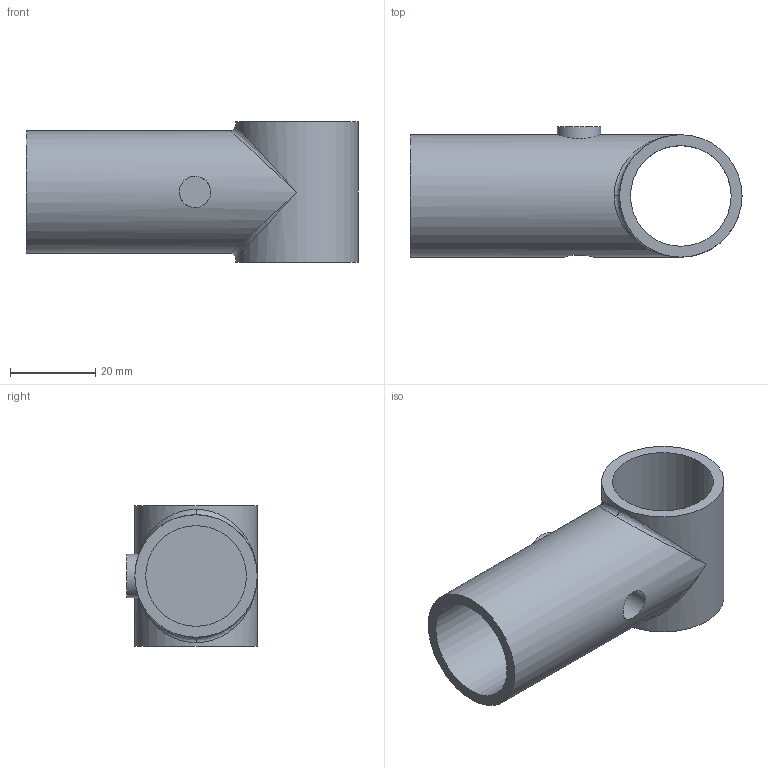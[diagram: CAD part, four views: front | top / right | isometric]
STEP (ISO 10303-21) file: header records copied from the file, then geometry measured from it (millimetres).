
FILE_DESCRIPTION(/* description */ (''),/* implementation_level */ '2;1');
FILE_NAME(/* name */ 'Maker Pipe T Connector For Modeling v7.step',/* time_stamp */ '2019-07-17T21:27:36-04:00',/* author */ (''),/* organization */ (''),/* preprocessor_version */ 'ST-DEVELOPER v18',/* originating_system */ 'Autodesk Translation Framework v8.2.0.1029',/* authorisation */ '');
FILE_SCHEMA (('AUTOMOTIVE_DESIGN { 1 0 10303 214 3 1 1 }'));
Length unit declared in the file: inch
Products named in the file (2): Maker Pipe T Connector For Modeling; Component1
Assembly tree (1 placements, depth 2):
  Maker Pipe T Connector For Modeling
    Component1
Bounding box: 77.85 x 30.61 x 33.02 mm (x, y, z)
Volume: 25621.1 mm3; surface area: 13530.5 mm2
Topology: 1 solids, 1 shells, 16 faces, 38 edges, 23 vertices
Faces by surface type: plane 6, cylinder 6, bspline 4
Full cylindrical faces by diameter (mm): 7.366 x1, 10.16 x1, 23.622 x2, 28.702 x2
Entity records: 705 total; most frequent: CARTESIAN_POINT 292, DIRECTION 79, ORIENTED_EDGE 68, AXIS2_PLACEMENT_3D 36, EDGE_CURVE 34, VERTEX_POINT 23, EDGE_LOOP 21, FACE_OUTER_BOUND 16
